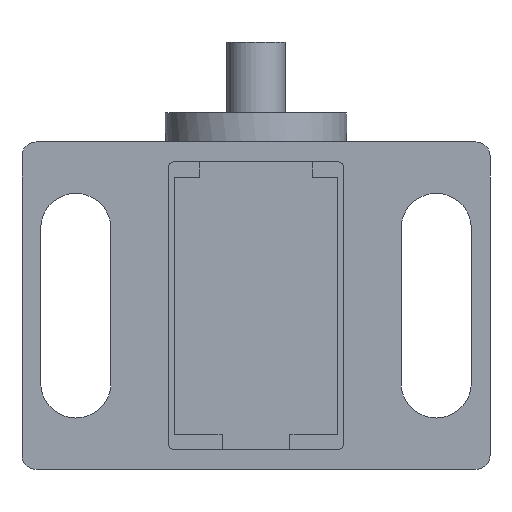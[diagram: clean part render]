
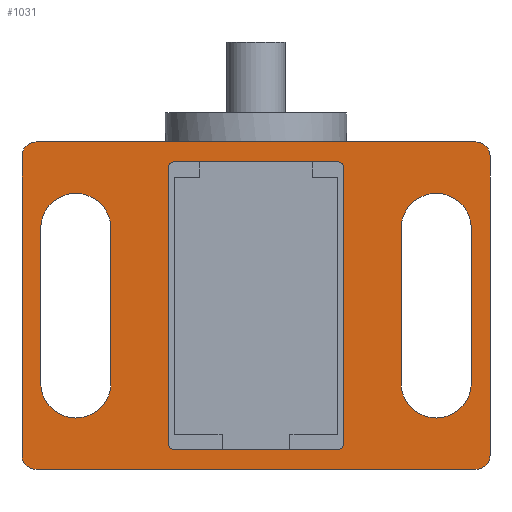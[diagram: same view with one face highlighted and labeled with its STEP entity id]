
A CAD part, front view. The second image highlights one B-rep face of the part: STEP entity #1031.
In plain terms, the highlighted planar face has unit normal (0, -1, 0).
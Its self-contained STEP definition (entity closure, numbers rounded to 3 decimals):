
#285=CARTESIAN_POINT('',(1.2,0.0,28.));
#286=VERTEX_POINT('',#285);
#293=CARTESIAN_POINT('',(38.8,0.0,28.));
#294=VERTEX_POINT('',#293);
#295=CARTESIAN_POINT('',(1.2,0.0,28.));
#296=DIRECTION('',(1.0,0.0,0.0));
#297=VECTOR('',#296,37.6);
#298=LINE('',#295,#297);
#299=EDGE_CURVE('',#286,#294,#298,.T.);
#486=CARTESIAN_POINT('',(38.8,0.0,0.0));
#487=VERTEX_POINT('',#486);
#494=CARTESIAN_POINT('',(1.2,0.0,0.0));
#495=VERTEX_POINT('',#494);
#496=CARTESIAN_POINT('',(1.2,0.0,0.0));
#497=DIRECTION('',(1.0,0.0,0.0));
#498=VECTOR('',#497,37.6);
#499=LINE('',#496,#498);
#500=EDGE_CURVE('',#495,#487,#499,.T.);
#788=CARTESIAN_POINT('',(0.0,0.0,1.2));
#789=VERTEX_POINT('',#788);
#790=CARTESIAN_POINT('',(1.2,0.0,1.2));
#791=DIRECTION('',(0.0,1.0,0.0));
#792=DIRECTION('',(-0.707,0.0,-0.707));
#793=AXIS2_PLACEMENT_3D('',#790,#791,#792);
#794=CIRCLE('',#793,1.2);
#795=EDGE_CURVE('',#495,#789,#794,.T.);
#822=CARTESIAN_POINT('',(0.0,0.0,26.8));
#823=VERTEX_POINT('',#822);
#824=CARTESIAN_POINT('',(0.0,0.0,1.2));
#825=DIRECTION('',(0.0,0.0,1.0));
#826=VECTOR('',#825,25.6);
#827=LINE('',#824,#826);
#828=EDGE_CURVE('',#789,#823,#827,.T.);
#847=CARTESIAN_POINT('',(0.0,0.0,0.0));
#848=DIRECTION('',(0.0,-1.0,0.0));
#849=DIRECTION('',(1.0,0.0,0.0));
#850=AXIS2_PLACEMENT_3D('',#847,#848,#849);
#851=PLANE('',#850);
#852=ORIENTED_EDGE('',*,*,#795,.F.);
#853=ORIENTED_EDGE('',*,*,#500,.T.);
#854=CARTESIAN_POINT('',(40.0,0.0,1.2));
#855=VERTEX_POINT('',#854);
#856=CARTESIAN_POINT('',(38.8,0.0,1.2));
#857=DIRECTION('',(0.0,1.0,0.0));
#858=DIRECTION('',(0.707,0.0,-0.707));
#859=AXIS2_PLACEMENT_3D('',#856,#857,#858);
#860=CIRCLE('',#859,1.2);
#861=EDGE_CURVE('',#855,#487,#860,.T.);
#862=ORIENTED_EDGE('',*,*,#861,.F.);
#863=CARTESIAN_POINT('',(40.0,0.0,26.8));
#864=VERTEX_POINT('',#863);
#865=CARTESIAN_POINT('',(40.0,0.0,1.2));
#866=DIRECTION('',(0.0,0.0,1.0));
#867=VECTOR('',#866,25.6);
#868=LINE('',#865,#867);
#869=EDGE_CURVE('',#855,#864,#868,.T.);
#870=ORIENTED_EDGE('',*,*,#869,.T.);
#871=CARTESIAN_POINT('',(38.8,0.0,26.8));
#872=DIRECTION('',(0.0,1.0,0.0));
#873=DIRECTION('',(0.707,0.0,0.707));
#874=AXIS2_PLACEMENT_3D('',#871,#872,#873);
#875=CIRCLE('',#874,1.2);
#876=EDGE_CURVE('',#294,#864,#875,.T.);
#877=ORIENTED_EDGE('',*,*,#876,.F.);
#878=ORIENTED_EDGE('',*,*,#299,.F.);
#879=CARTESIAN_POINT('',(1.2,0.0,26.8));
#880=DIRECTION('',(0.0,1.0,0.0));
#881=DIRECTION('',(-0.707,0.0,0.707));
#882=AXIS2_PLACEMENT_3D('',#879,#880,#881);
#883=CIRCLE('',#882,1.2);
#884=EDGE_CURVE('',#823,#286,#883,.T.);
#885=ORIENTED_EDGE('',*,*,#884,.F.);
#886=ORIENTED_EDGE('',*,*,#828,.F.);
#887=EDGE_LOOP('',(#852,#853,#862,#870,#877,#878,#885,#886));
#888=FACE_OUTER_BOUND('',#887,.T.);
#889=CARTESIAN_POINT('',(12.5,0.0,2.2));
#890=VERTEX_POINT('',#889);
#891=CARTESIAN_POINT('',(12.5,0.0,25.8));
#892=VERTEX_POINT('',#891);
#893=CARTESIAN_POINT('',(12.5,0.0,2.2));
#894=DIRECTION('',(0.0,0.0,1.0));
#895=VECTOR('',#894,23.6);
#896=LINE('',#893,#895);
#897=EDGE_CURVE('',#890,#892,#896,.T.);
#898=ORIENTED_EDGE('',*,*,#897,.T.);
#899=CARTESIAN_POINT('',(13.,0.0,26.3));
#900=VERTEX_POINT('',#899);
#901=CARTESIAN_POINT('',(13.,0.0,25.8));
#902=DIRECTION('',(0.0,-1.0,0.0));
#903=DIRECTION('',(-0.707,0.0,0.707));
#904=AXIS2_PLACEMENT_3D('',#901,#902,#903);
#905=CIRCLE('',#904,0.5);
#906=EDGE_CURVE('',#900,#892,#905,.T.);
#907=ORIENTED_EDGE('',*,*,#906,.F.);
#908=CARTESIAN_POINT('',(27.0,0.0,26.3));
#909=VERTEX_POINT('',#908);
#910=CARTESIAN_POINT('',(13.,0.0,26.3));
#911=DIRECTION('',(1.0,0.0,0.0));
#912=VECTOR('',#911,14.);
#913=LINE('',#910,#912);
#914=EDGE_CURVE('',#900,#909,#913,.T.);
#915=ORIENTED_EDGE('',*,*,#914,.T.);
#916=CARTESIAN_POINT('',(27.5,0.0,25.8));
#917=VERTEX_POINT('',#916);
#918=CARTESIAN_POINT('',(27.0,0.0,25.8));
#919=DIRECTION('',(0.0,-1.0,0.0));
#920=DIRECTION('',(0.707,0.0,0.707));
#921=AXIS2_PLACEMENT_3D('',#918,#919,#920);
#922=CIRCLE('',#921,0.5);
#923=EDGE_CURVE('',#917,#909,#922,.T.);
#924=ORIENTED_EDGE('',*,*,#923,.F.);
#925=CARTESIAN_POINT('',(27.5,0.0,2.2));
#926=VERTEX_POINT('',#925);
#927=CARTESIAN_POINT('',(27.5,0.0,25.8));
#928=DIRECTION('',(0.0,0.0,-1.0));
#929=VECTOR('',#928,23.6);
#930=LINE('',#927,#929);
#931=EDGE_CURVE('',#917,#926,#930,.T.);
#932=ORIENTED_EDGE('',*,*,#931,.T.);
#933=CARTESIAN_POINT('',(27.0,0.0,1.7));
#934=VERTEX_POINT('',#933);
#935=CARTESIAN_POINT('',(27.0,0.0,2.2));
#936=DIRECTION('',(0.0,-1.0,0.0));
#937=DIRECTION('',(0.707,0.0,-0.707));
#938=AXIS2_PLACEMENT_3D('',#935,#936,#937);
#939=CIRCLE('',#938,0.5);
#940=EDGE_CURVE('',#934,#926,#939,.T.);
#941=ORIENTED_EDGE('',*,*,#940,.F.);
#942=CARTESIAN_POINT('',(13.,0.0,1.7));
#943=VERTEX_POINT('',#942);
#944=CARTESIAN_POINT('',(27.0,0.0,1.7));
#945=DIRECTION('',(-1.0,0.0,0.0));
#946=VECTOR('',#945,14.);
#947=LINE('',#944,#946);
#948=EDGE_CURVE('',#934,#943,#947,.T.);
#949=ORIENTED_EDGE('',*,*,#948,.T.);
#950=CARTESIAN_POINT('',(13.,0.0,2.2));
#951=DIRECTION('',(0.0,-1.0,0.0));
#952=DIRECTION('',(-0.707,0.0,-0.707));
#953=AXIS2_PLACEMENT_3D('',#950,#951,#952);
#954=CIRCLE('',#953,0.5);
#955=EDGE_CURVE('',#890,#943,#954,.T.);
#956=ORIENTED_EDGE('',*,*,#955,.F.);
#957=EDGE_LOOP('',(#898,#907,#915,#924,#932,#941,#949,#956));
#958=FACE_BOUND('',#957,.T.);
#959=CARTESIAN_POINT('',(1.6,0.0,7.4));
#960=VERTEX_POINT('',#959);
#961=CARTESIAN_POINT('',(1.6,0.0,20.6));
#962=VERTEX_POINT('',#961);
#963=CARTESIAN_POINT('',(1.6,0.0,7.4));
#964=DIRECTION('',(0.0,0.0,1.0));
#965=VECTOR('',#964,13.2);
#966=LINE('',#963,#965);
#967=EDGE_CURVE('',#960,#962,#966,.T.);
#968=ORIENTED_EDGE('',*,*,#967,.T.);
#969=CARTESIAN_POINT('',(7.6,0.0,20.6));
#970=VERTEX_POINT('',#969);
#971=CARTESIAN_POINT('',(4.6,0.,20.6));
#972=DIRECTION('',(0.0,1.0,0.0));
#973=DIRECTION('',(-1.0,0.0,0.0));
#974=AXIS2_PLACEMENT_3D('',#971,#972,#973);
#975=CIRCLE('',#974,3.);
#976=EDGE_CURVE('',#962,#970,#975,.T.);
#977=ORIENTED_EDGE('',*,*,#976,.T.);
#978=CARTESIAN_POINT('',(7.6,0.0,7.4));
#979=VERTEX_POINT('',#978);
#980=CARTESIAN_POINT('',(7.6,0.0,20.6));
#981=DIRECTION('',(0.0,0.0,-1.0));
#982=VECTOR('',#981,13.2);
#983=LINE('',#980,#982);
#984=EDGE_CURVE('',#970,#979,#983,.T.);
#985=ORIENTED_EDGE('',*,*,#984,.T.);
#986=CARTESIAN_POINT('',(4.6,0.,7.4));
#987=DIRECTION('',(0.0,1.0,0.0));
#988=DIRECTION('',(-1.0,0.0,0.0));
#989=AXIS2_PLACEMENT_3D('',#986,#987,#988);
#990=CIRCLE('',#989,3.0);
#991=EDGE_CURVE('',#979,#960,#990,.T.);
#992=ORIENTED_EDGE('',*,*,#991,.T.);
#993=EDGE_LOOP('',(#968,#977,#985,#992));
#994=FACE_BOUND('',#993,.T.);
#995=CARTESIAN_POINT('',(32.4,0.0,7.4));
#996=VERTEX_POINT('',#995);
#997=CARTESIAN_POINT('',(32.4,0.0,20.6));
#998=VERTEX_POINT('',#997);
#999=CARTESIAN_POINT('',(32.4,0.0,7.4));
#1000=DIRECTION('',(0.0,0.0,1.0));
#1001=VECTOR('',#1000,13.2);
#1002=LINE('',#999,#1001);
#1003=EDGE_CURVE('',#996,#998,#1002,.T.);
#1004=ORIENTED_EDGE('',*,*,#1003,.T.);
#1005=CARTESIAN_POINT('',(38.4,0.0,20.6));
#1006=VERTEX_POINT('',#1005);
#1007=CARTESIAN_POINT('',(35.4,0.,20.6));
#1008=DIRECTION('',(0.0,1.0,0.0));
#1009=DIRECTION('',(1.0,0.0,0.0));
#1010=AXIS2_PLACEMENT_3D('',#1007,#1008,#1009);
#1011=CIRCLE('',#1010,3.);
#1012=EDGE_CURVE('',#998,#1006,#1011,.T.);
#1013=ORIENTED_EDGE('',*,*,#1012,.T.);
#1014=CARTESIAN_POINT('',(38.4,0.0,7.4));
#1015=VERTEX_POINT('',#1014);
#1016=CARTESIAN_POINT('',(38.4,0.0,20.6));
#1017=DIRECTION('',(0.0,0.0,-1.0));
#1018=VECTOR('',#1017,13.2);
#1019=LINE('',#1016,#1018);
#1020=EDGE_CURVE('',#1006,#1015,#1019,.T.);
#1021=ORIENTED_EDGE('',*,*,#1020,.T.);
#1022=CARTESIAN_POINT('',(35.4,0.,7.4));
#1023=DIRECTION('',(0.0,1.0,0.0));
#1024=DIRECTION('',(1.0,0.0,0.0));
#1025=AXIS2_PLACEMENT_3D('',#1022,#1023,#1024);
#1026=CIRCLE('',#1025,3.0);
#1027=EDGE_CURVE('',#1015,#996,#1026,.T.);
#1028=ORIENTED_EDGE('',*,*,#1027,.T.);
#1029=EDGE_LOOP('',(#1004,#1013,#1021,#1028));
#1030=FACE_BOUND('',#1029,.T.);
#1031=ADVANCED_FACE('',(#888,#958,#994,#1030),#851,.T.);
